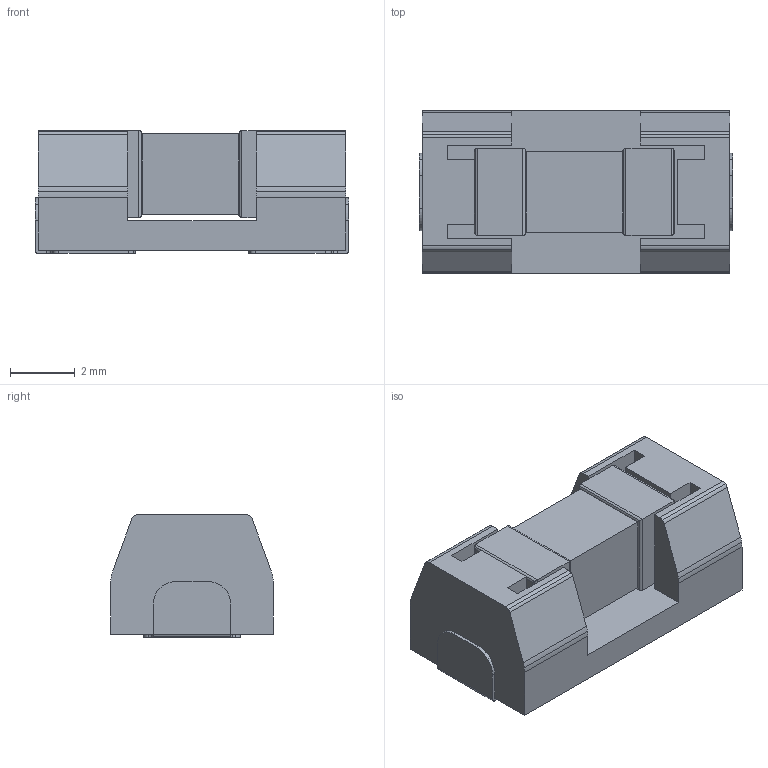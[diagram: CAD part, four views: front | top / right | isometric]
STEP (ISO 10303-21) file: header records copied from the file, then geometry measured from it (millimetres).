
FILE_DESCRIPTION(('STEP AP214'),'1');
FILE_NAME('0154010.DR.STP','2021-09-08T22:30:00',(' '),(' '),'Spatial InterOp 3D',' ',' ');
FILE_SCHEMA(('AUTOMOTIVE_DESIGN { 1 0 10303 214 1 1 1 1 }'));
Length unit declared in the file: metre
Products named in the file (6): 0154010.DR; Komponente2; Komponente3; Komponente4; Komponente5
Assembly tree (5 placements, depth 3):
  0154010.DR
    0154010.DR
      Komponente2
      Komponente3
      Komponente4
      Komponente5
Bounding box: 9.73 x 5.03 x 3.81 mm (x, y, z)
Volume: 135.6 mm3; surface area: 362.1 mm2
Topology: 4 solids, 4 shells, 144 faces, 369 edges, 233 vertices
Faces by surface type: cylinder 80, plane 64
Entity records: 4853 total; most frequent: DIRECTION 799, CARTESIAN_POINT 753, ORIENTED_EDGE 738, EDGE_CURVE 369, AXIS2_PLACEMENT_3D 279, LINE 241, VECTOR 241, VERTEX_POINT 233
